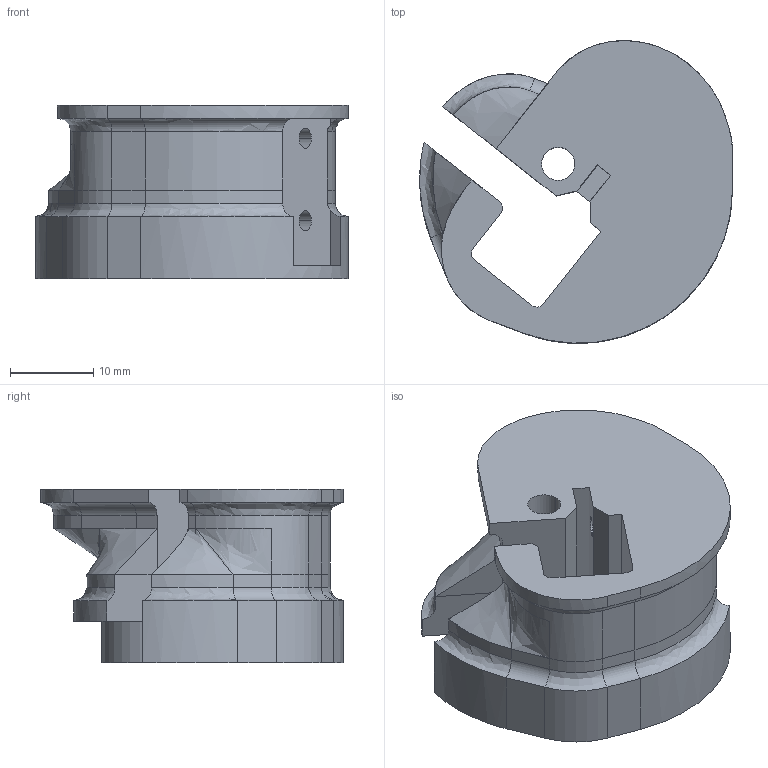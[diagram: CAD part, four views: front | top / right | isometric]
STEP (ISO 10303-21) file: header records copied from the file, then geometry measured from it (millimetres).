
FILE_DESCRIPTION (( 'STEP AP214' ), '1' );
FILE_NAME ('cam_transmission.STEP', '2025-10-03T21:10:03', ( '' ), ( '' ), 'SwSTEP 2.0', 'SolidWorks 2025', '' );
FILE_SCHEMA (( 'AUTOMOTIVE_DESIGN' ));
Length unit declared in the file: millimetre
Products named in the file (1): cam_transmission
Bounding box: 37.6 x 36.36 x 20.9 mm (x, y, z)
Volume: 11478.2 mm3; surface area: 6714.5 mm2
Topology: 4 solids, 4 shells, 122 faces, 306 edges, 194 vertices
Faces by surface type: plane 57, cylinder 38, bspline 25, torus 2
Entity records: 5557 total; most frequent: CARTESIAN_POINT 2724, ORIENTED_EDGE 612, DIRECTION 512, EDGE_CURVE 306, VERTEX_POINT 194, VECTOR 178, LINE 178, AXIS2_PLACEMENT_3D 167
